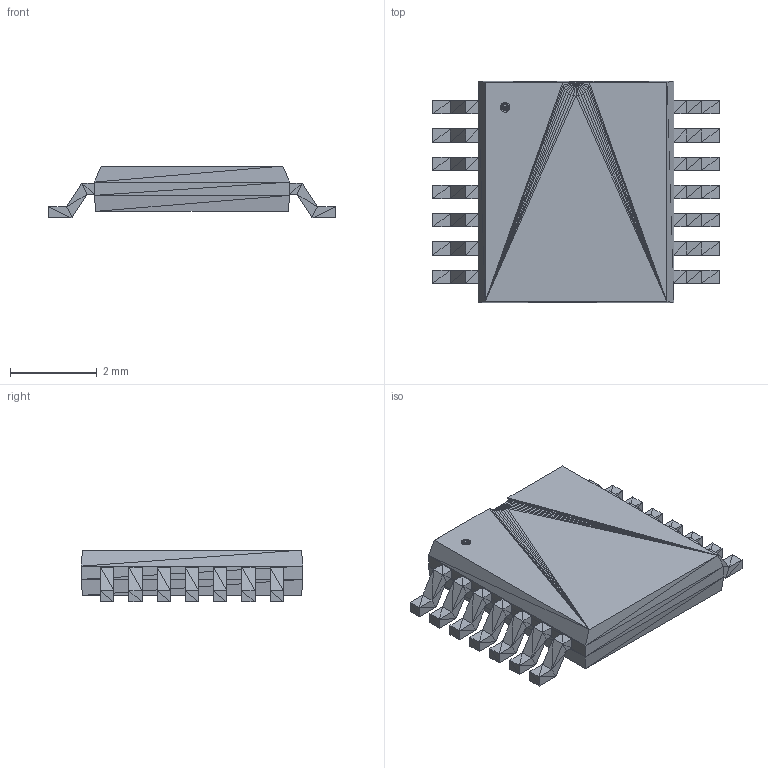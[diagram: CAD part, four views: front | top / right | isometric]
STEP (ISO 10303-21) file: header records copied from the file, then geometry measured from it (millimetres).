
FILE_DESCRIPTION(('STEP AP214'),'1');
FILE_NAME('PW14-L','2018-08-28T22:12:00',(''),(''),'','','');
FILE_SCHEMA(('AUTOMOTIVE_DESIGN'));
Length unit declared in the file: millimetre
Products named in the file (1): product
Bounding box: 6.6 x 5.11 x 1.2 mm (x, y, z)
Surface area: 86.9 mm2 (no closed solid volume)
Topology: 0 solids, 621 shells, 621 faces, 1863 edges, 1863 vertices
Faces by surface type: plane 621
Entity records: 20552 total; most frequent: CARTESIAN_POINT 4348, DIRECTION 3107, ORIENTED_EDGE 1863, EDGE_CURVE 1863, VERTEX_POINT 1863, LINE 1863, VECTOR 1863, AXIS2_PLACEMENT_3D 622
